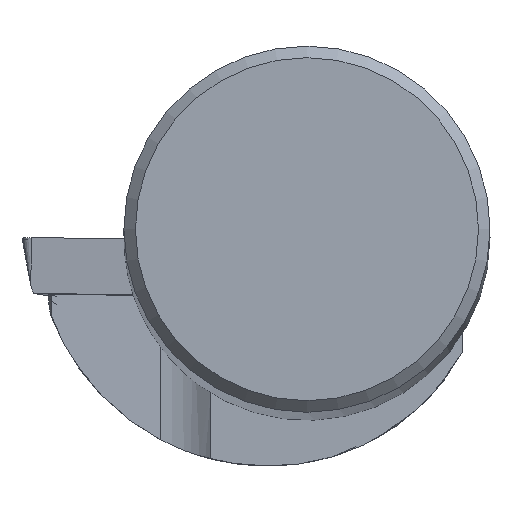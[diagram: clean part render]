
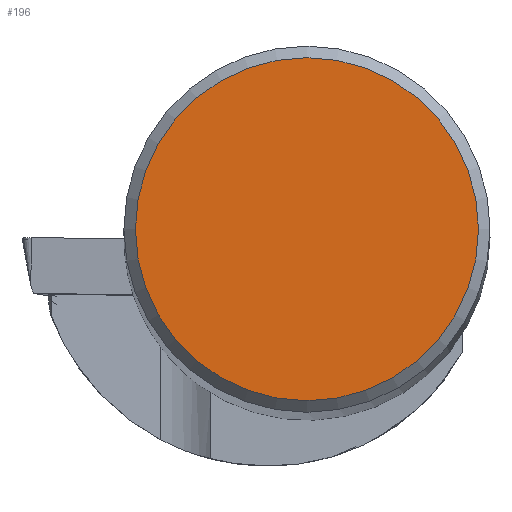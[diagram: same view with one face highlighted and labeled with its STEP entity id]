
A CAD part, top view. The second image highlights one B-rep face of the part: STEP entity #196.
In plain terms, the highlighted planar face has unit normal (0, 0, 1).
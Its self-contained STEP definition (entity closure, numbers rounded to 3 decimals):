
#153=FACE_OUTER_BOUND('',#416,.T.);
#196=ADVANCED_FACE('',(#153),#228,.T.);
#228=PLANE('',#1010);
#416=EDGE_LOOP('',(#565));
#565=ORIENTED_EDGE('',*,*,#827,.T.);
#729=VERTEX_POINT('',#1695);
#827=EDGE_CURVE('',#729,#729,#873,.T.);
#873=CIRCLE('',#1009,7.43);
#1009=AXIS2_PLACEMENT_3D('',#1694,#1202,#1203);
#1010=AXIS2_PLACEMENT_3D('',#1696,#1204,#1205);
#1202=DIRECTION('',(0.,0.,1.));
#1203=DIRECTION('',(1.,0.,0.));
#1204=DIRECTION('',(0.,0.,1.));
#1205=DIRECTION('',(1.,0.,0.));
#1694=CARTESIAN_POINT('',(0.,0.,0.));
#1695=CARTESIAN_POINT('',(7.43,0.,0.));
#1696=CARTESIAN_POINT('',(0.,0.,0.));
